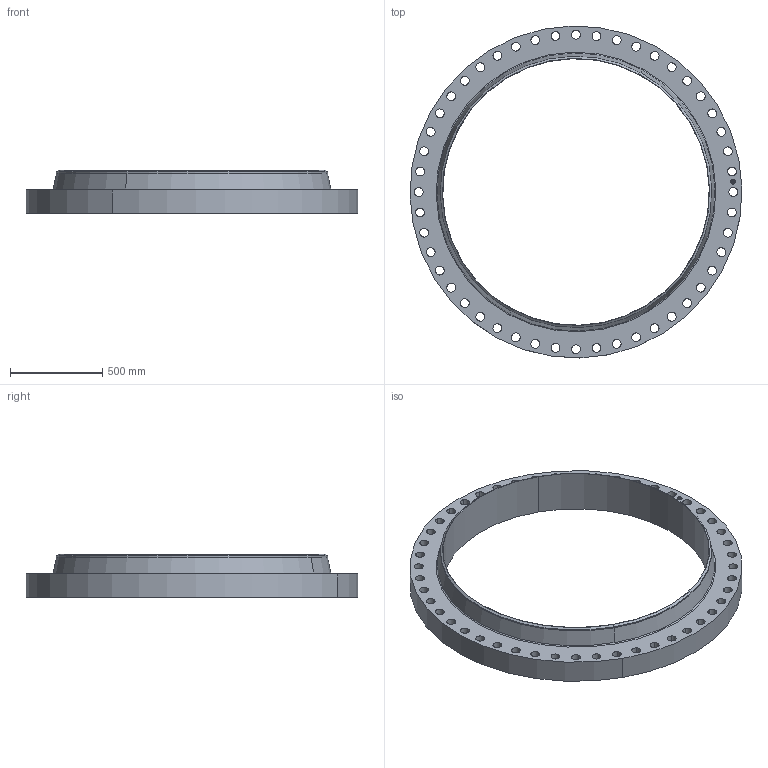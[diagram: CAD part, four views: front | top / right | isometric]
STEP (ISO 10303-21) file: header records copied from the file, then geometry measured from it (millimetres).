
FILE_DESCRIPTION(('3D STEP'),'2;1');
FILE_NAME('58-150-WELD-NECK-RF-XH-A-FLANGE.stp','2013-03-22T02:46:52+00:00',('Texas Flange'),(''),'CATIA Version 5 Release 20 SP 6 (IN-10)','CATIA V5 STEP AP214','800-826-3801');
FILE_SCHEMA(('AUTOMOTIVE_DESIGN { 1 0 10303 214 1 1 1 1 }'));
Length unit declared in the file: inch
Products named in the file (1): 58-150-WELD-NECK-RF-XH-A-FLANGE
Bounding box: 1802.9 x 1802.9 x 235.03 mm (x, y, z)
Volume: 114854001.6 mm3; surface area: 4744379.4 mm2
Topology: 1 solids, 1 shells, 499 faces, 1428 edges, 950 vertices
Faces by surface type: plane 369, cylinder 124, cone 4, torus 2
Entity records: 18342 total; most frequent: ORIENTED_EDGE 2856, CARTESIAN_POINT 2789, DIRECTION 2248, EDGE_CURVE 1428, VECTOR 1172, LINE 1172, VERTEX_POINT 950, AXIS2_PLACEMENT_3D 667
